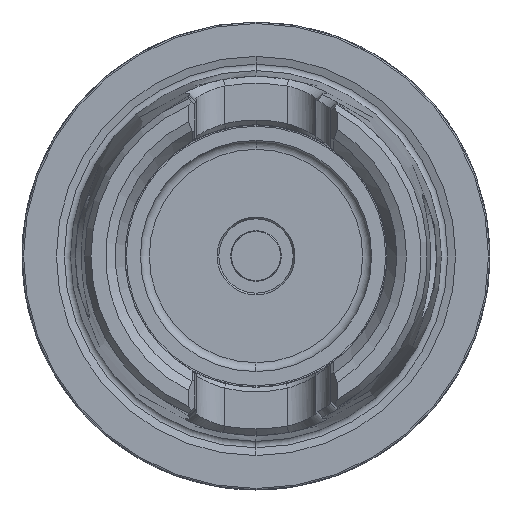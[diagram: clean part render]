
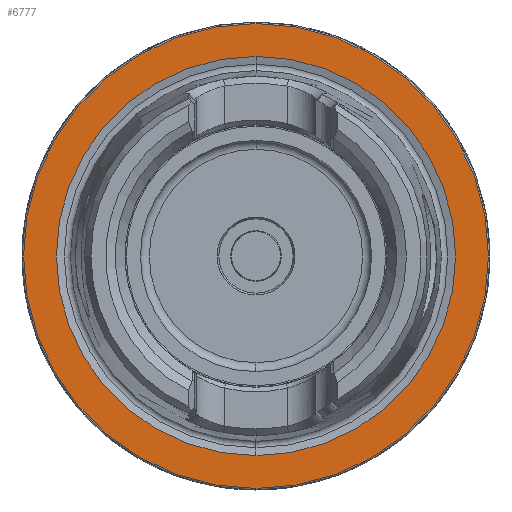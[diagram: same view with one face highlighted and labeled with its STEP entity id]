
A CAD part, left-side view. The second image highlights one B-rep face of the part: STEP entity #6777.
In plain terms, the highlighted planar face has unit normal (-1, 0, 0).
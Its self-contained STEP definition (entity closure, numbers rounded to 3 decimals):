
#123 = FACE_BOUND ( 'NONE', #10172, .T. ) ;
#160 = DIRECTION ( 'NONE',  ( 0., 0., -1. ) ) ;
#209 = EDGE_CURVE ( 'NONE', #12425, #12312, #12668, .T. ) ;
#510 = DIRECTION ( 'NONE',  ( 0., 0., 1. ) ) ;
#704 = EDGE_CURVE ( 'NONE', #12312, #12425, #7413, .T. ) ;
#1199 = AXIS2_PLACEMENT_3D ( 'NONE', #4328, #11448, #5364 ) ;
#2569 = VERTEX_POINT ( 'NONE', #4371 ) ;
#2885 = FACE_OUTER_BOUND ( 'NONE', #9109, .T. ) ;
#2964 = ORIENTED_EDGE ( 'NONE', *, *, #209, .F. ) ;
#3005 = CARTESIAN_POINT ( 'NONE',  ( 0., 0., 0. ) ) ;
#3126 = ORIENTED_EDGE ( 'NONE', *, *, #7198, .T. ) ;
#3251 = AXIS2_PLACEMENT_3D ( 'NONE', #5334, #6352, #160 ) ;
#3411 = AXIS2_PLACEMENT_3D ( 'NONE', #3005, #11445, #12369 ) ;
#4328 = CARTESIAN_POINT ( 'NONE',  ( 0., 0., 0. ) ) ;
#4371 = CARTESIAN_POINT ( 'NONE',  ( 0., 0., 31.275 ) ) ;
#4624 = CARTESIAN_POINT ( 'NONE',  ( 0., 0., 0. ) ) ;
#4886 = CIRCLE ( 'NONE', #7907, 31.275 ) ;
#5276 = PLANE ( 'NONE',  #3251 ) ;
#5334 = CARTESIAN_POINT ( 'NONE',  ( 0., 31.275, 0. ) ) ;
#5364 = DIRECTION ( 'NONE',  ( 0., 0., 1. ) ) ;
#6079 = CARTESIAN_POINT ( 'NONE',  ( 0., 0., 0. ) ) ;
#6352 = DIRECTION ( 'NONE',  ( 1., 0., 0. ) ) ;
#6777 = ADVANCED_FACE ( 'NONE', ( #123, #2885 ), #5276, .F. ) ;
#7038 = CARTESIAN_POINT ( 'NONE',  ( 0., 0., -31.275 ) ) ;
#7106 = DIRECTION ( 'NONE',  ( 0., 0., 1. ) ) ;
#7198 = EDGE_CURVE ( 'NONE', #2569, #11246, #10553, .T. ) ;
#7413 = CIRCLE ( 'NONE', #3411, 26.85 ) ;
#7907 = AXIS2_PLACEMENT_3D ( 'NONE', #6079, #13206, #7106 ) ;
#9109 = EDGE_LOOP ( 'NONE', ( #3126, #12507 ) ) ;
#9153 = EDGE_CURVE ( 'NONE', #11246, #2569, #4886, .T. ) ;
#10090 = AXIS2_PLACEMENT_3D ( 'NONE', #4624, #12771, #510 ) ;
#10172 = EDGE_LOOP ( 'NONE', ( #12059, #2964 ) ) ;
#10553 = CIRCLE ( 'NONE', #1199, 31.275 ) ;
#11209 = CARTESIAN_POINT ( 'NONE',  ( 0., 0., 26.85 ) ) ;
#11246 = VERTEX_POINT ( 'NONE', #7038 ) ;
#11445 = DIRECTION ( 'NONE',  ( -1., 0., 0. ) ) ;
#11448 = DIRECTION ( 'NONE',  ( -1., 0., 0. ) ) ;
#11562 = CARTESIAN_POINT ( 'NONE',  ( 0., 0., -26.85 ) ) ;
#12059 = ORIENTED_EDGE ( 'NONE', *, *, #704, .F. ) ;
#12312 = VERTEX_POINT ( 'NONE', #11209 ) ;
#12369 = DIRECTION ( 'NONE',  ( 0., 0., 1. ) ) ;
#12425 = VERTEX_POINT ( 'NONE', #11562 ) ;
#12507 = ORIENTED_EDGE ( 'NONE', *, *, #9153, .T. ) ;
#12668 = CIRCLE ( 'NONE', #10090, 26.85 ) ;
#12771 = DIRECTION ( 'NONE',  ( -1., 0., 0. ) ) ;
#13206 = DIRECTION ( 'NONE',  ( -1., 0., 0. ) ) ;
